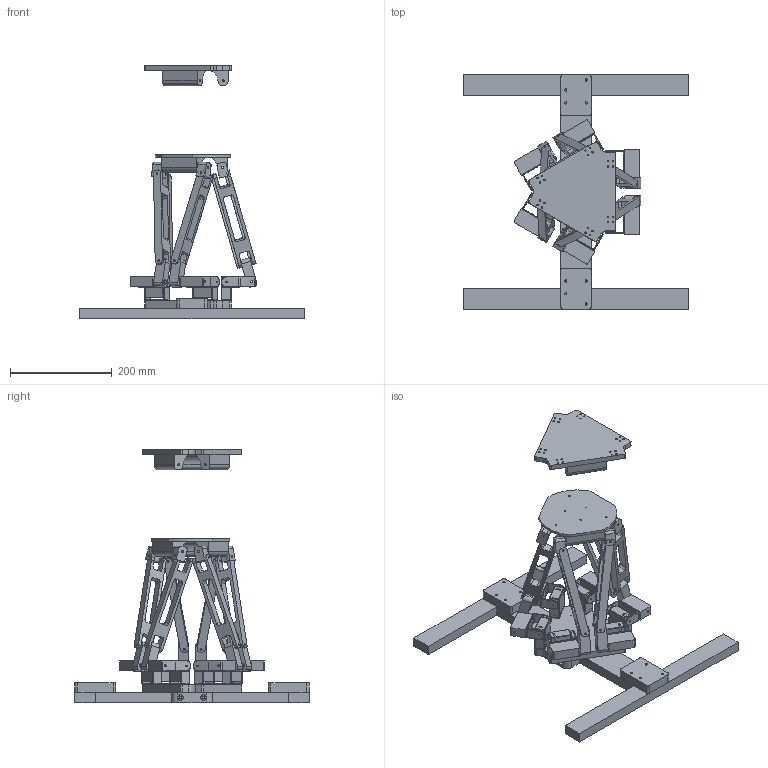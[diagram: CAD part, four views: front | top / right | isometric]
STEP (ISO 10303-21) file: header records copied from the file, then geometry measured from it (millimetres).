
FILE_DESCRIPTION(/* description */ (''),/* implementation_level */ '2;1');
FILE_NAME(/* name */ '5a0ae9af-09c4-4d95-b3de-022578576745.stp',/* time_stamp */ '2023-05-01T16:24:32Z',/* author */ (''),/* organization */ (''),/* preprocessor_version */ 'ST-DEVELOPER v19.2',/* originating_system */ 'Autodesk Translation Framework v12.6.0.85',/* authorisation */ '');
FILE_SCHEMA (('AUTOMOTIVE_DESIGN { 1 0 10303 214 3 1 1 }'));
Length unit declared in the file: millimetre
Products named in the file (30): StewartTentacle_short; layer1; servo v1 v2; servoHorn (2); Component7; servo v1 v2 (1); servoHorn (3); Component8; servo v1 v2_1; servoHorn (2)_1; Component7_1; servo v1 v2 (1)_1; servoHorn (3)_1; Component8_1; servo v1 v2_2; servoHorn (2)_2; Component7_2; Component9; servo v1 v2 (1)_2; servoHorn (3)_2; Component8_2; Component10; top; Component12; Component13; Component14; Component15; Component16; Component17; base
Assembly tree (33 placements, depth 6):
  StewartTentacle_short
    layer1
      servo v1 v2
        servoHorn (2)
          Component7
            Component9
      servo v1 v2 (1)
        servoHorn (3)
          Component8
            Component10
      servo v1 v2_1
        servoHorn (2)_1
          Component7_1
            Component9
      servo v1 v2 (1)_1
        servoHorn (3)_1
          Component8_1
            Component10
      servo v1 v2_2
        servoHorn (2)_2
          Component7_2
            Component9
      servo v1 v2 (1)_2
        servoHorn (3)_2
          Component8_2
            Component10
      top
        Component12
        Component13
        Component14
        Component15
        Component16
        Component17
      base
Bounding box: 440 x 460 x 497 mm (x, y, z)
Volume: 3315828.2 mm3; surface area: 736751.4 mm2
Topology: 64 solids, 64 shells, 1433 faces, 3348 edges, 2120 vertices
Faces by surface type: cylinder 754, plane 547, sphere 72, torus 36, bspline 24
Full cylindrical faces by diameter (mm): 2.8 x183, 3 x30, 3.8 x2, 4 x61, 4.5 x12, 10 x9, 11 x4, 14 x12, 20 x12
Entity records: 37992 total; most frequent: DIRECTION 6956, CARTESIAN_POINT 6402, ORIENTED_EDGE 5832, EDGE_CURVE 2916, AXIS2_PLACEMENT_3D 2726, VERTEX_POINT 1832, EDGE_LOOP 1810, LINE 1504
